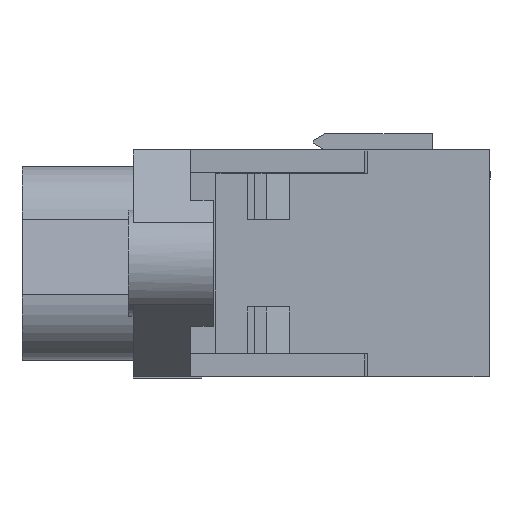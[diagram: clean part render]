
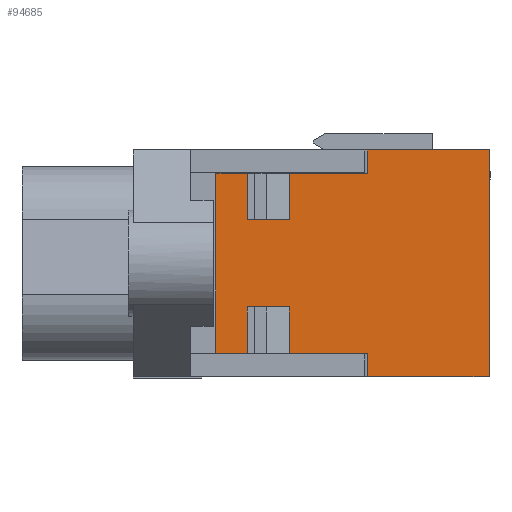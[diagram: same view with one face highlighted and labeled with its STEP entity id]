
A CAD part, left-side view. The second image highlights one B-rep face of the part: STEP entity #94685.
In plain terms, the highlighted planar face has unit normal (-1, 0, 0).
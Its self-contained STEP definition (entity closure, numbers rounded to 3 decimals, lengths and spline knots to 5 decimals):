
#2977=FACE_OUTER_BOUND('',#7786,.T.);
#7786=EDGE_LOOP('',(#62875,#62876,#62877,#62878,#62879,#62880,#62881,#62882,
#62883,#62884,#62885,#62886,#62887,#62888,#62889,#62890));
#17478=LINE('',#139287,#28246);
#17492=LINE('',#139318,#28260);
#17516=LINE('',#139368,#28284);
#17519=LINE('',#139375,#28287);
#17543=LINE('',#139419,#28311);
#17634=LINE('',#139648,#28402);
#17636=LINE('',#139652,#28404);
#17637=LINE('',#139655,#28405);
#17642=LINE('',#139664,#28410);
#17646=LINE('',#139672,#28414);
#17652=LINE('',#139684,#28420);
#17656=LINE('',#139692,#28424);
#17660=LINE('',#139700,#28428);
#17671=LINE('',#139721,#28439);
#17672=LINE('',#139723,#28440);
#17673=LINE('',#139724,#28441);
#28246=VECTOR('',#112159,0.3937);
#28260=VECTOR('',#112183,0.3937);
#28284=VECTOR('',#112217,0.3937);
#28287=VECTOR('',#112222,0.3937);
#28311=VECTOR('',#112254,0.3937);
#28402=VECTOR('',#112469,0.3937);
#28404=VECTOR('',#112473,0.3937);
#28405=VECTOR('',#112476,0.3937);
#28410=VECTOR('',#112485,0.3937);
#28414=VECTOR('',#112493,0.3937);
#28420=VECTOR('',#112507,0.3937);
#28424=VECTOR('',#112515,0.3937);
#28428=VECTOR('',#112523,0.3937);
#28439=VECTOR('',#112542,0.3937);
#28440=VECTOR('',#112543,0.3937);
#28441=VECTOR('',#112544,0.3937);
#38617=VERTEX_POINT('',#139284);
#38618=VERTEX_POINT('',#139286);
#38629=VERTEX_POINT('',#139315);
#38630=VERTEX_POINT('',#139317);
#38650=VERTEX_POINT('',#139365);
#38651=VERTEX_POINT('',#139367);
#38653=VERTEX_POINT('',#139373);
#38654=VERTEX_POINT('',#139374);
#38746=VERTEX_POINT('',#139646);
#38747=VERTEX_POINT('',#139650);
#38748=VERTEX_POINT('',#139654);
#38750=VERTEX_POINT('',#139662);
#38754=VERTEX_POINT('',#139682);
#38756=VERTEX_POINT('',#139690);
#38758=VERTEX_POINT('',#139698);
#38765=VERTEX_POINT('',#139722);
#47055=EDGE_CURVE('',#38618,#38617,#17478,.T.);
#47071=EDGE_CURVE('',#38630,#38629,#17492,.T.);
#47095=EDGE_CURVE('',#38651,#38650,#17516,.T.);
#47098=EDGE_CURVE('',#38653,#38654,#17519,.T.);
#47122=EDGE_CURVE('',#38654,#38618,#17543,.T.);
#47237=EDGE_CURVE('',#38629,#38746,#17634,.T.);
#47239=EDGE_CURVE('',#38746,#38747,#17636,.T.);
#47240=EDGE_CURVE('',#38748,#38651,#17637,.T.);
#47245=EDGE_CURVE('',#38747,#38750,#17642,.T.);
#47249=EDGE_CURVE('',#38750,#38748,#17646,.T.);
#47255=EDGE_CURVE('',#38617,#38754,#17652,.T.);
#47259=EDGE_CURVE('',#38754,#38756,#17656,.T.);
#47263=EDGE_CURVE('',#38756,#38758,#17660,.T.);
#47274=EDGE_CURVE('',#38653,#38650,#17671,.T.);
#47275=EDGE_CURVE('',#38765,#38758,#17672,.T.);
#47276=EDGE_CURVE('',#38630,#38765,#17673,.T.);
#62875=ORIENTED_EDGE('',*,*,#47095,.T.);
#62876=ORIENTED_EDGE('',*,*,#47274,.F.);
#62877=ORIENTED_EDGE('',*,*,#47098,.T.);
#62878=ORIENTED_EDGE('',*,*,#47122,.T.);
#62879=ORIENTED_EDGE('',*,*,#47055,.T.);
#62880=ORIENTED_EDGE('',*,*,#47255,.T.);
#62881=ORIENTED_EDGE('',*,*,#47259,.T.);
#62882=ORIENTED_EDGE('',*,*,#47263,.T.);
#62883=ORIENTED_EDGE('',*,*,#47275,.F.);
#62884=ORIENTED_EDGE('',*,*,#47276,.F.);
#62885=ORIENTED_EDGE('',*,*,#47071,.T.);
#62886=ORIENTED_EDGE('',*,*,#47237,.T.);
#62887=ORIENTED_EDGE('',*,*,#47239,.T.);
#62888=ORIENTED_EDGE('',*,*,#47245,.T.);
#62889=ORIENTED_EDGE('',*,*,#47249,.T.);
#62890=ORIENTED_EDGE('',*,*,#47240,.T.);
#86306=PLANE('',#100069);
#94685=ADVANCED_FACE('',(#2977),#86306,.T.);
#100069=AXIS2_PLACEMENT_3D('',#139720,#112540,#112541);
#112159=DIRECTION('',(0.,-1.,0.));
#112183=DIRECTION('',(0.,1.,0.));
#112217=DIRECTION('',(0.,1.,0.));
#112222=DIRECTION('',(0.,-1.,0.));
#112254=DIRECTION('',(0.,0.,1.));
#112469=DIRECTION('',(0.,0.,-1.));
#112473=DIRECTION('',(0.,1.,0.));
#112476=DIRECTION('',(0.,0.,1.));
#112485=DIRECTION('',(0.,0.,-1.));
#112493=DIRECTION('',(0.,1.,0.));
#112507=DIRECTION('',(0.,0.,-1.));
#112515=DIRECTION('',(0.,-1.,0.));
#112523=DIRECTION('',(0.,0.,-1.));
#112540=DIRECTION('center_axis',(-1.,0.,0.));
#112541=DIRECTION('ref_axis',(0.,0.,
1.));
#112542=DIRECTION('',(0.,0.,1.));
#112543=DIRECTION('',(0.,1.,0.));
#112544=DIRECTION('',(0.,0.,-1.));
#139284=CARTESIAN_POINT('',(-0.9851,-0.08568,-0.09502));
#139286=CARTESIAN_POINT('',(-0.9851,0.00632,-0.09502));
#139287=CARTESIAN_POINT('',(-0.9851,-0.30318,-0.09502));
#139315=CARTESIAN_POINT('',(-0.9851,-0.25568,0.24698));
#139317=CARTESIAN_POINT('',(-0.9851,-0.52068,0.24698));
#139318=CARTESIAN_POINT('',(-0.9851,-0.52068,0.24698));
#139365=CARTESIAN_POINT('',(-0.9851,0.07432,0.19598));
#139367=CARTESIAN_POINT('',(-0.9851,0.00632,0.19598));
#139368=CARTESIAN_POINT('',(-0.9851,-0.22318,0.19598));
#139373=CARTESIAN_POINT('',(-0.9851,0.07432,-0.19602));
#139374=CARTESIAN_POINT('',(-0.9851,0.00632,-0.19602));
#139375=CARTESIAN_POINT('',(-0.9851,-0.25718,-0.19602));
#139419=CARTESIAN_POINT('',(-0.9851,0.00632,-0.17102));
#139646=CARTESIAN_POINT('',(-0.9851,-0.25568,0.19598));
#139648=CARTESIAN_POINT('',(-0.9851,-0.25568,-0.02552));
#139650=CARTESIAN_POINT('',(-0.9851,-0.08568,0.19598));
#139652=CARTESIAN_POINT('',(-0.9851,-0.30318,0.19598));
#139654=CARTESIAN_POINT('',(-0.9851,0.00632,0.09498));
#139655=CARTESIAN_POINT('',(-0.9851,0.00632,-0.00002));
#139662=CARTESIAN_POINT('',(-0.9851,-0.08568,0.09498));
#139664=CARTESIAN_POINT('',(-0.9851,-0.08568,-0.07602));
#139672=CARTESIAN_POINT('',(-0.9851,-0.25718,0.09498));
#139682=CARTESIAN_POINT('',(-0.9851,-0.08568,-0.19602));
#139684=CARTESIAN_POINT('',(-0.9851,-0.08568,-0.22152));
#139690=CARTESIAN_POINT('',(-0.9851,-0.25568,-0.19602));
#139692=CARTESIAN_POINT('',(-0.9851,-0.38818,-0.19602));
#139698=CARTESIAN_POINT('',(-0.9851,-0.25568,-0.24702));
#139700=CARTESIAN_POINT('',(-0.9851,-0.25568,-0.24702));
#139720=CARTESIAN_POINT('Origin',(-0.9851,-0.52068,
-0.24702));
#139721=CARTESIAN_POINT('',(-0.9851,0.07432,-0.24702));
#139722=CARTESIAN_POINT('',(-0.9851,-0.52068,-0.24702));
#139723=CARTESIAN_POINT('',(-0.9851,-0.52068,-0.24702));
#139724=CARTESIAN_POINT('',(-0.9851,-0.52068,0.24698));
